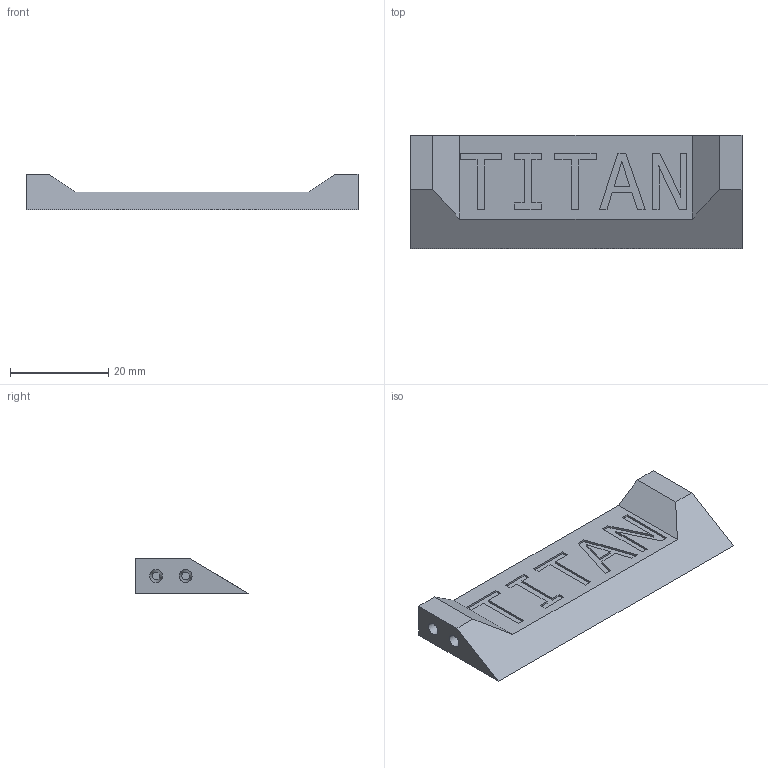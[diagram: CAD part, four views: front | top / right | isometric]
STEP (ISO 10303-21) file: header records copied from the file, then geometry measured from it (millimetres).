
FILE_DESCRIPTION(/* description */ ('Alibre Inc.'),/* implementation_level */ '2;1');
FILE_NAME(/* name */ 'export-BBE7B221-0A99-4914-9CA2-7E778A13DB2B',/* time_stamp */ '2025-02-17T12:13:49-07:00',/* author */ (''),/* organization */ (''),/* preprocessor_version */ 'ST-DEVELOPER v17',/* originating_system */ 'Alibre',/* authorisation */ '');
FILE_SCHEMA (('CONFIG_CONTROL_DESIGN'));
Length unit declared in the file: centimetre
Bounding box: 67.5 x 23 x 7.2 mm (x, y, z)
Volume: 5417.1 mm3; surface area: 4068.7 mm2
Topology: 1 solids, 1 shells, 82 faces, 206 edges, 136 vertices
Faces by surface type: plane 70, cone 4, cylinder 4, bspline 4
Full cylindrical faces by diameter (mm): 2.6 x4
Entity records: 2451 total; most frequent: CARTESIAN_POINT 517, ORIENTED_EDGE 396, DIRECTION 285, EDGE_CURVE 198, VECTOR 176, LINE 176, VERTEX_POINT 136, EDGE_LOOP 100
